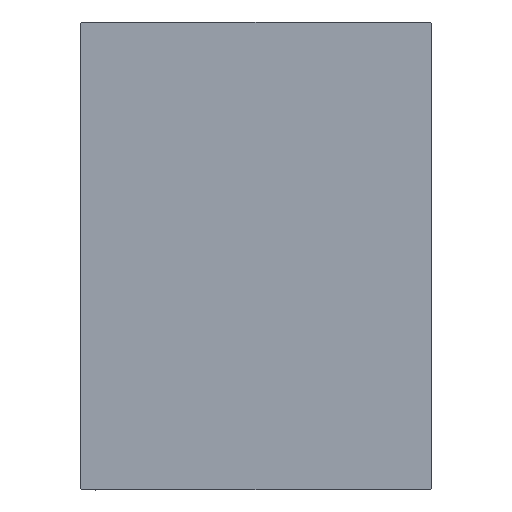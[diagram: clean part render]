
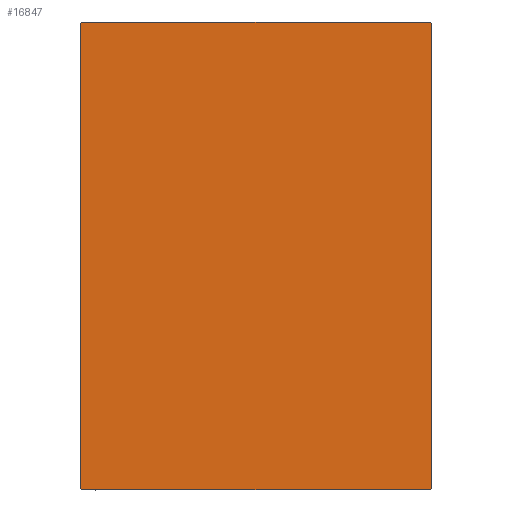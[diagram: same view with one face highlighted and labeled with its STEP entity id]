
A CAD part, left-side view. The second image highlights one B-rep face of the part: STEP entity #16847.
In plain terms, the highlighted face is planar.
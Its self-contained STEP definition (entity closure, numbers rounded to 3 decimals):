
#7 = DIRECTION ( 'NONE',  ( 0., 1., 0. ) ) ;
#328 = LINE ( 'NONE', #33846, #26564 ) ;
#1377 = CARTESIAN_POINT ( 'NONE',  ( 153., 37.5, 50. ) ) ;
#1652 = VECTOR ( 'NONE', #42834, 1000. ) ;
#1981 = EDGE_CURVE ( 'NONE', #14506, #29964, #43649, .T. ) ;
#2004 = VERTEX_POINT ( 'NONE', #35556 ) ;
#3286 = AXIS2_PLACEMENT_3D ( 'NONE', #23556, #39527, #16440 ) ;
#5128 = VECTOR ( 'NONE', #10354, 1000. ) ;
#8183 = EDGE_CURVE ( 'NONE', #25938, #2004, #41013, .T. ) ;
#8664 = ORIENTED_EDGE ( 'NONE', *, *, #34635, .T. ) ;
#9267 = CARTESIAN_POINT ( 'NONE',  ( 153., 37.2, 50. ) ) ;
#9936 = EDGE_CURVE ( 'NONE', #10393, #36354, #21355, .T. ) ;
#10354 = DIRECTION ( 'NONE',  ( 0., 0.707, 0.707 ) ) ;
#10393 = VERTEX_POINT ( 'NONE', #35383 ) ;
#11110 = LINE ( 'NONE', #20232, #32447 ) ;
#12033 = LINE ( 'NONE', #1377, #18077 ) ;
#13223 = CARTESIAN_POINT ( 'NONE',  ( 153., -37.5, -49.7 ) ) ;
#13336 = PLANE ( 'NONE',  #3286 ) ;
#13341 = EDGE_CURVE ( 'NONE', #17161, #25938, #328, .T. ) ;
#13378 = ORIENTED_EDGE ( 'NONE', *, *, #13341, .T. ) ;
#13786 = EDGE_CURVE ( 'NONE', #2004, #14506, #40397, .T. ) ;
#14248 = DIRECTION ( 'NONE',  ( 0., -0.707, -0.707 ) ) ;
#14506 = VERTEX_POINT ( 'NONE', #21332 ) ;
#16440 = DIRECTION ( 'NONE',  ( 0., 0., -1. ) ) ;
#16581 = ORIENTED_EDGE ( 'NONE', *, *, #26983, .T. ) ;
#16838 = DIRECTION ( 'NONE',  ( 0., 0.707, -0.707 ) ) ;
#16847 = ADVANCED_FACE ( 'NONE', ( #23342 ), #13336, .T. ) ;
#16873 = CARTESIAN_POINT ( 'NONE',  ( 153., -37.5, -50. ) ) ;
#16995 = CARTESIAN_POINT ( 'NONE',  ( 153., 37.5, -49.7 ) ) ;
#17161 = VERTEX_POINT ( 'NONE', #38981 ) ;
#17565 = EDGE_LOOP ( 'NONE', ( #38500, #35419, #16581, #20053, #22929, #8664, #13378, #31697 ) ) ;
#17820 = DIRECTION ( 'NONE',  ( 0., 0., -1. ) ) ;
#18077 = VECTOR ( 'NONE', #18449, 1000. ) ;
#18449 = DIRECTION ( 'NONE',  ( 0., -1., 0. ) ) ;
#20053 = ORIENTED_EDGE ( 'NONE', *, *, #9936, .T. ) ;
#20232 = CARTESIAN_POINT ( 'NONE',  ( 153., 37.5, -50. ) ) ;
#20673 = CARTESIAN_POINT ( 'NONE',  ( 153., -37.2, 50. ) ) ;
#21332 = CARTESIAN_POINT ( 'NONE',  ( 153., 37.2, -50. ) ) ;
#21355 = LINE ( 'NONE', #35733, #1652 ) ;
#22929 = ORIENTED_EDGE ( 'NONE', *, *, #39786, .T. ) ;
#23342 = FACE_OUTER_BOUND ( 'NONE', #17565, .T. ) ;
#23402 = LINE ( 'NONE', #26282, #34253 ) ;
#23556 = CARTESIAN_POINT ( 'NONE',  ( 153., 0., 0. ) ) ;
#24282 = VERTEX_POINT ( 'NONE', #20673 ) ;
#25938 = VERTEX_POINT ( 'NONE', #13223 ) ;
#26282 = CARTESIAN_POINT ( 'NONE',  ( 153., -43.6, 43.6 ) ) ;
#26564 = VECTOR ( 'NONE', #17820, 1000. ) ;
#26787 = CARTESIAN_POINT ( 'NONE',  ( 153., 43.6, -43.6 ) ) ;
#26983 = EDGE_CURVE ( 'NONE', #29964, #10393, #11110, .T. ) ;
#27109 = DIRECTION ( 'NONE',  ( 0., 0., 1. ) ) ;
#28701 = VECTOR ( 'NONE', #7, 1000. ) ;
#29964 = VERTEX_POINT ( 'NONE', #16995 ) ;
#31697 = ORIENTED_EDGE ( 'NONE', *, *, #8183, .T. ) ;
#32447 = VECTOR ( 'NONE', #27109, 1000. ) ;
#33846 = CARTESIAN_POINT ( 'NONE',  ( 153., -37.5, 50. ) ) ;
#34253 = VECTOR ( 'NONE', #14248, 1000. ) ;
#34635 = EDGE_CURVE ( 'NONE', #24282, #17161, #23402, .T. ) ;
#34781 = CARTESIAN_POINT ( 'NONE',  ( 153., -43.6, -43.6 ) ) ;
#35383 = CARTESIAN_POINT ( 'NONE',  ( 153., 37.5, 49.7 ) ) ;
#35419 = ORIENTED_EDGE ( 'NONE', *, *, #1981, .T. ) ;
#35556 = CARTESIAN_POINT ( 'NONE',  ( 153., -37.2, -50. ) ) ;
#35733 = CARTESIAN_POINT ( 'NONE',  ( 153., 43.6, 43.6 ) ) ;
#36354 = VERTEX_POINT ( 'NONE', #9267 ) ;
#38500 = ORIENTED_EDGE ( 'NONE', *, *, #13786, .T. ) ;
#38981 = CARTESIAN_POINT ( 'NONE',  ( 153., -37.5, 49.7 ) ) ;
#39527 = DIRECTION ( 'NONE',  ( 1., 0., 0. ) ) ;
#39786 = EDGE_CURVE ( 'NONE', #36354, #24282, #12033, .T. ) ;
#40397 = LINE ( 'NONE', #16873, #28701 ) ;
#41013 = LINE ( 'NONE', #34781, #42744 ) ;
#42744 = VECTOR ( 'NONE', #16838, 1000. ) ;
#42834 = DIRECTION ( 'NONE',  ( 0., -0.707, 0.707 ) ) ;
#43649 = LINE ( 'NONE', #26787, #5128 ) ;
